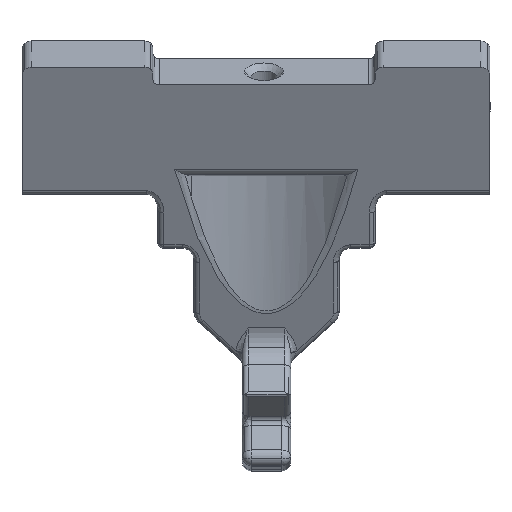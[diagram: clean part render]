
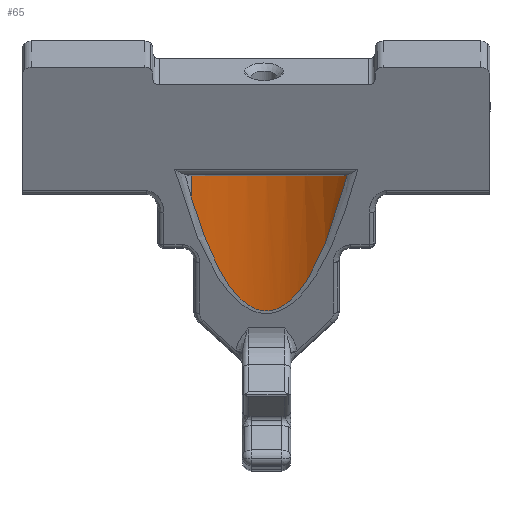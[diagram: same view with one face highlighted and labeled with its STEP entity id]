
A CAD part, front view. The second image highlights one B-rep face of the part: STEP entity #65.
In plain terms, the highlighted cylindrical face has radius 10.526 mm (diameter 21.053 mm), a partial arc.
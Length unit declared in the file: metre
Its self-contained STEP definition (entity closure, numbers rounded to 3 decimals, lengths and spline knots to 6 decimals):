
#65=ADVANCED_FACE('0:233',(#238),#239,.F.);
#238=FACE_OUTER_BOUND('',#557,.T.);
#239=CYLINDRICAL_SURFACE('',#558,0.010526);
#557=EDGE_LOOP('',(#5303,#5304,#5305,#5306,#5307));
#558=AXIS2_PLACEMENT_3D('',#5308,#5309,#5310);
#5303=ORIENTED_EDGE('',*,*,#6466,.F.);
#5304=ORIENTED_EDGE('',*,*,#6467,.F.);
#5305=ORIENTED_EDGE('',*,*,#6468,.F.);
#5306=ORIENTED_EDGE('',*,*,#6469,.F.);
#5307=ORIENTED_EDGE('',*,*,#6470,.F.);
#5308=CARTESIAN_POINT('',(-0.031157,-0.037694,0.020009));
#5309=DIRECTION('',(0.,0.242,-0.97));
#5310=DIRECTION('',(-0.618,0.763,0.19));
#6466=EDGE_CURVE('',#6912,#6913,#6914,.T.);
#6467=EDGE_CURVE('0:965',#6915,#6912,#6916,.T.);
#6468=EDGE_CURVE('0:959',#6917,#6915,#6918,.T.);
#6469=EDGE_CURVE('0:968',#6919,#6917,#6920,.F.);
#6470=EDGE_CURVE('0:953',#6913,#6919,#6921,.T.);
#6912=VERTEX_POINT('',#7585);
#6913=VERTEX_POINT('',#7586);
#6914=LINE('',#7587,#7588);
#6915=VERTEX_POINT('',#7589);
#6916=ELLIPSE('',#7590,0.051364,0.010526);
#6917=VERTEX_POINT('',#7591);
#6918=B_SPLINE_CURVE_WITH_KNOTS('',3,(#7592,#7593,#7594,#7595),.UNSPECIFIED.,.F.,.F.,(4,4),(-0.002034,-0.001139),.UNSPECIFIED.);
#6919=VERTEX_POINT('',#7596);
#6920=CIRCLE('',#7597,0.010526);
#6921=B_SPLINE_CURVE_WITH_KNOTS('',3,(#7598,#7599,#7600,#7601),.UNSPECIFIED.,.F.,.F.,(4,4),(-0.006967,-0.006731),.UNSPECIFIED.);
#7585=CARTESIAN_POINT('',(-0.037659,-0.029457,0.021189));
#7586=CARTESIAN_POINT('',(-0.037659,-0.029919,0.023043));
#7587=CARTESIAN_POINT('',(-0.037659,-0.028466,0.017213));
#7588=VECTOR('',#8698,1.0);
#7589=CARTESIAN_POINT('',(-0.024137,-0.030381,0.023098));
#7590=AXIS2_PLACEMENT_3D('',#8699,#8700,#8701);
#7591=CARTESIAN_POINT('',(-0.024848,-0.029773,0.023069));
#7592=CARTESIAN_POINT('',(-0.024848,-0.029773,0.023069));
#7593=CARTESIAN_POINT('',(-0.024609,-0.029947,0.023025));
#7594=CARTESIAN_POINT('',(-0.02435,-0.030165,0.023021));
#7595=CARTESIAN_POINT('',(-0.024137,-0.030381,0.023098));
#7596=CARTESIAN_POINT('',(-0.037466,-0.029773,0.023069));
#7597=AXIS2_PLACEMENT_3D('',#8702,#8703,#8704);
#7598=CARTESIAN_POINT('',(-0.037659,-0.029919,0.023043));
#7599=CARTESIAN_POINT('',(-0.037594,-0.029868,0.023048));
#7600=CARTESIAN_POINT('',(-0.037529,-0.029819,0.023057));
#7601=CARTESIAN_POINT('',(-0.037466,-0.029773,0.023069));
#8698=DIRECTION('',(0.,-0.242,0.97));
#8699=CARTESIAN_POINT('',(-0.031157,-0.047054,0.05755));
#8700=DIRECTION('',(0.,0.9,0.436));
#8701=DIRECTION('',(0.,0.436,-0.9));
#8702=CARTESIAN_POINT('',(-0.031157,-0.037949,0.02103));
#8703=DIRECTION('',(0.,-0.242,0.97));
#8704=DIRECTION('',(-0.618,0.763,0.19));
